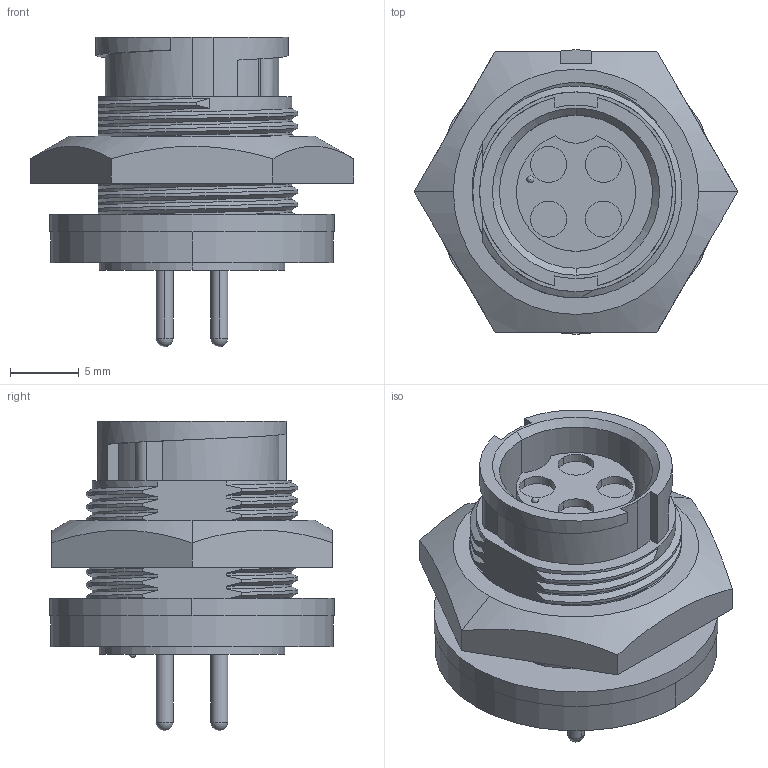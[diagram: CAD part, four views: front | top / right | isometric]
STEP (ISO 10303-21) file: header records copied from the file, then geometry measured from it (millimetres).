
FILE_DESCRIPTION (( 'STEP AP203' ), '1' );
FILE_NAME ('7381-4SG-300.STEP', '2013-09-06T14:38:27', ( 'J0FPBF1' ), ( '' ), 'SwSTEP 2.0', 'SolidWorks 2012', '' );
FILE_SCHEMA (( 'CONFIG_CONTROL_DESIGN' ));
Length unit declared in the file: inch
Products named in the file (1): 7381-4SG-300
Bounding box: 23.46 x 20.62 x 22.43 mm (x, y, z)
Volume: 3406.2 mm3; surface area: 3018.9 mm2
Topology: 2 solids, 2 shells, 153 faces, 415 edges, 276 vertices
Faces by surface type: cylinder 83, plane 36, bspline 24, sphere 6, cone 4
Entity records: 10669 total; most frequent: CARTESIAN_POINT 7249, ORIENTED_EDGE 798, DIRECTION 581, EDGE_CURVE 399, VERTEX_POINT 266, AXIS2_PLACEMENT_3D 215, EDGE_LOOP 171, FACE_OUTER_BOUND 153
